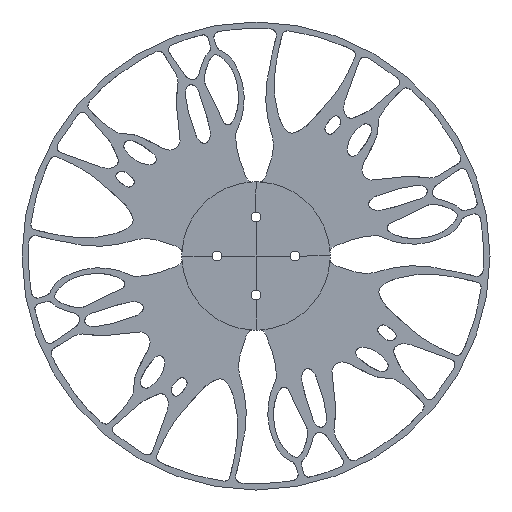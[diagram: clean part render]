
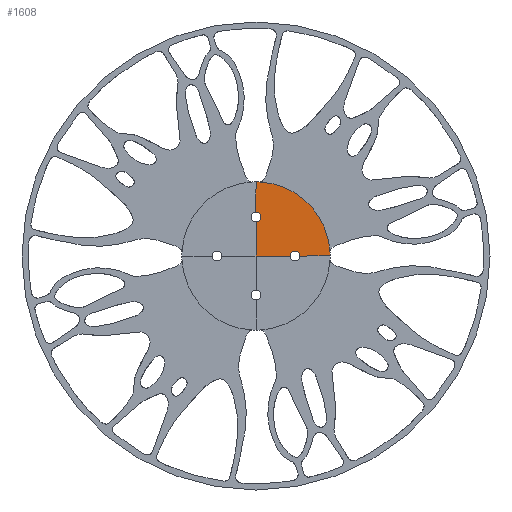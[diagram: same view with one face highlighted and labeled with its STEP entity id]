
A CAD part, front view. The second image highlights one B-rep face of the part: STEP entity #1608.
In plain terms, the highlighted planar face has unit normal (0, -1, 0).
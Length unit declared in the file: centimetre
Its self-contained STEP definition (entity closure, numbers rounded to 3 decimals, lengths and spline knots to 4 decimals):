
#264=FACE_OUTER_BOUND('',#343,.T.);
#343=EDGE_LOOP('',(#1161,#1162,#1163,#1164,#1165,#1166,#1167,#1168,#1169));
#494=LINE('',#3016,#575);
#495=LINE('',#3020,#576);
#496=LINE('',#3022,#577);
#497=LINE('',#3026,#578);
#575=VECTOR('',#1830,1.);
#576=VECTOR('',#1833,1.);
#577=VECTOR('',#1834,1.);
#578=VECTOR('',#1837,1.);
#646=CIRCLE('',#1698,4.75);
#647=CIRCLE('',#1699,4.75);
#648=CIRCLE('',#1700,0.31);
#649=CIRCLE('',#1701,0.31);
#650=CIRCLE('',#1702,4.75);
#727=VERTEX_POINT('',#2867);
#738=VERTEX_POINT('',#3001);
#739=VERTEX_POINT('',#3013);
#740=VERTEX_POINT('',#3015);
#741=VERTEX_POINT('',#3017);
#742=VERTEX_POINT('',#3019);
#743=VERTEX_POINT('',#3021);
#744=VERTEX_POINT('',#3023);
#745=VERTEX_POINT('',#3025);
#907=EDGE_CURVE('',#727,#738,#646,.T.);
#908=EDGE_CURVE('',#727,#739,#647,.T.);
#909=EDGE_CURVE('',#740,#739,#494,.T.);
#910=EDGE_CURVE('',#740,#741,#648,.T.);
#911=EDGE_CURVE('',#742,#741,#495,.T.);
#912=EDGE_CURVE('',#743,#742,#496,.T.);
#913=EDGE_CURVE('',#743,#744,#649,.T.);
#914=EDGE_CURVE('',#745,#744,#497,.T.);
#915=EDGE_CURVE('',#745,#738,#650,.T.);
#1161=ORIENTED_EDGE('',*,*,#907,.F.);
#1162=ORIENTED_EDGE('',*,*,#908,.T.);
#1163=ORIENTED_EDGE('',*,*,#909,.F.);
#1164=ORIENTED_EDGE('',*,*,#910,.T.);
#1165=ORIENTED_EDGE('',*,*,#911,.F.);
#1166=ORIENTED_EDGE('',*,*,#912,.F.);
#1167=ORIENTED_EDGE('',*,*,#913,.T.);
#1168=ORIENTED_EDGE('',*,*,#914,.F.);
#1169=ORIENTED_EDGE('',*,*,#915,.T.);
#1584=PLANE('',#1697);
#1608=ADVANCED_FACE('',(#264),#1584,.F.);
#1697=AXIS2_PLACEMENT_3D('',#3011,#1824,#1825);
#1698=AXIS2_PLACEMENT_3D('',#3012,#1826,#1827);
#1699=AXIS2_PLACEMENT_3D('',#3014,#1828,#1829);
#1700=AXIS2_PLACEMENT_3D('',#3018,#1831,#1832);
#1701=AXIS2_PLACEMENT_3D('',#3024,#1835,#1836);
#1702=AXIS2_PLACEMENT_3D('',#3027,#1838,#1839);
#1824=DIRECTION('center_axis',(0.,1.,0.));
#1825=DIRECTION('ref_axis',(1.,0.,0.));
#1826=DIRECTION('center_axis',(0.,1.,0.));
#1827=DIRECTION('ref_axis',(1.,0.,0.));
#1828=DIRECTION('center_axis',(0.,-1.,0.));
#1829=DIRECTION('ref_axis',(0.056,0.,0.998));
#1830=DIRECTION('',(0.,0.,1.));
#1831=DIRECTION('center_axis',(0.,1.,0.));
#1832=DIRECTION('ref_axis',(0.,0.,1.));
#1833=DIRECTION('',(0.,0.,1.));
#1834=DIRECTION('',(-1.,0.,0.));
#1835=DIRECTION('center_axis',(0.,1.,0.));
#1836=DIRECTION('ref_axis',(-1.,0.,0.));
#1837=DIRECTION('',(-1.,0.,0.));
#1838=DIRECTION('center_axis',(0.,-1.,0.));
#1839=DIRECTION('ref_axis',(1.,0.,0.));
#2867=CARTESIAN_POINT('',(0.2662,-0.15,4.7425));
#3001=CARTESIAN_POINT('',(4.7406,-0.15,0.2993));
#3011=CARTESIAN_POINT('Origin',(7.5,-0.15,7.5));
#3012=CARTESIAN_POINT('Origin',(0.,-0.15,0.));
#3013=CARTESIAN_POINT('',(0.,-0.15,4.75));
#3014=CARTESIAN_POINT('Origin',(0.,-0.15,0.));
#3015=CARTESIAN_POINT('',(0.,-0.15,2.81));
#3016=CARTESIAN_POINT('',(0.,-0.15,2.81));
#3017=CARTESIAN_POINT('',(0.,-0.15,2.19));
#3018=CARTESIAN_POINT('Origin',(0.,-0.15,2.5));
#3019=CARTESIAN_POINT('',(0.,-0.15,0.));
#3020=CARTESIAN_POINT('',(0.,-0.15,0.));
#3021=CARTESIAN_POINT('',(2.19,-0.15,0.));
#3022=CARTESIAN_POINT('',(2.19,-0.15,0.));
#3023=CARTESIAN_POINT('',(2.81,-0.15,0.));
#3024=CARTESIAN_POINT('Origin',(2.5,-0.15,0.));
#3025=CARTESIAN_POINT('',(4.75,-0.15,0.));
#3026=CARTESIAN_POINT('',(4.75,-0.15,0.));
#3027=CARTESIAN_POINT('Origin',(0.,-0.15,0.));
